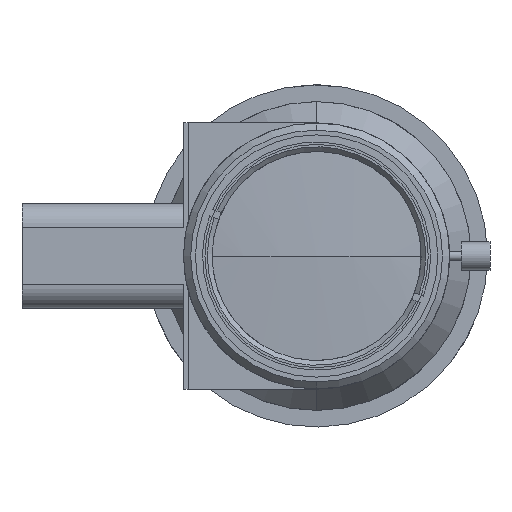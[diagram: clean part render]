
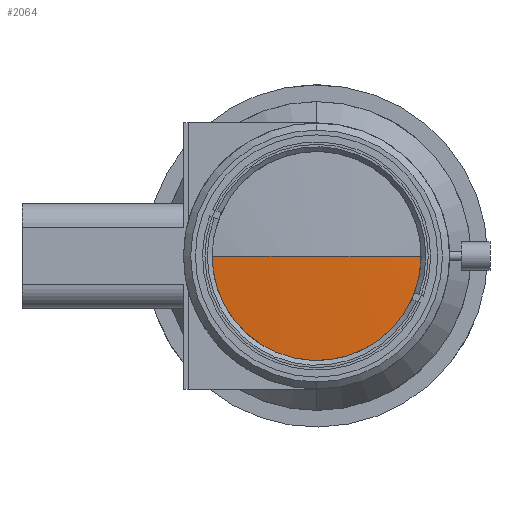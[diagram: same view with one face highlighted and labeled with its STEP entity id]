
A CAD part, left-side view. The second image highlights one B-rep face of the part: STEP entity #2064.
In plain terms, the highlighted spherical face has radius 258.4 mm.
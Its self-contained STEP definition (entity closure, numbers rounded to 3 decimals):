
#228 = ORIENTED_EDGE ( 'NONE', *, *, #3926, .F. ) ;
#475 = SPHERICAL_SURFACE ( 'NONE', #10770, 258.4 ) ;
#706 = CIRCLE ( 'NONE', #1978, 23. ) ;
#727 = CARTESIAN_POINT ( 'NONE',  ( 1.026, 0., 0. ) ) ;
#942 = CIRCLE ( 'NONE', #3631, 258.4 ) ;
#1004 = VERTEX_POINT ( 'NONE', #5977 ) ;
#1621 = DIRECTION ( 'NONE',  ( 0., 0., 1. ) ) ;
#1978 = AXIS2_PLACEMENT_3D ( 'NONE', #727, #6706, #1621 ) ;
#2064 = ADVANCED_FACE ( 'NONE', ( #5610 ), #475, .T. ) ;
#2372 = EDGE_CURVE ( 'NONE', #5313, #8013, #706, .T. ) ;
#2899 = DIRECTION ( 'NONE',  ( 0., 1., 0. ) ) ;
#3048 = EDGE_CURVE ( 'NONE', #8013, #1004, #4498, .T. ) ;
#3331 = ORIENTED_EDGE ( 'NONE', *, *, #2372, .T. ) ;
#3631 = AXIS2_PLACEMENT_3D ( 'NONE', #8653, #3728, #9467 ) ;
#3728 = DIRECTION ( 'NONE',  ( 0., 0., 1. ) ) ;
#3772 = CARTESIAN_POINT ( 'NONE',  ( 1.026, -23., 0. ) ) ;
#3926 = EDGE_CURVE ( 'NONE', #5313, #1004, #942, .T. ) ;
#3968 = DIRECTION ( 'NONE',  ( 0., 0., -1. ) ) ;
#4498 = CIRCLE ( 'NONE', #10479, 258.4 ) ;
#5313 = VERTEX_POINT ( 'NONE', #8456 ) ;
#5610 = FACE_OUTER_BOUND ( 'NONE', #8594, .T. ) ;
#5977 = CARTESIAN_POINT ( 'NONE',  ( 0., 0., 0. ) ) ;
#6110 = ORIENTED_EDGE ( 'NONE', *, *, #3048, .T. ) ;
#6706 = DIRECTION ( 'NONE',  ( -1., 0., 0. ) ) ;
#7807 = DIRECTION ( 'NONE',  ( 0., 0., -1. ) ) ;
#7867 = CARTESIAN_POINT ( 'NONE',  ( 258.4, 0., 0. ) ) ;
#8013 = VERTEX_POINT ( 'NONE', #3772 ) ;
#8456 = CARTESIAN_POINT ( 'NONE',  ( 1.026, 23., 0. ) ) ;
#8594 = EDGE_LOOP ( 'NONE', ( #3331, #6110, #228 ) ) ;
#8653 = CARTESIAN_POINT ( 'NONE',  ( 258.4, 0., 0. ) ) ;
#8896 = CARTESIAN_POINT ( 'NONE',  ( 258.4, 0., 0. ) ) ;
#9467 = DIRECTION ( 'NONE',  ( 1., 0., 0. ) ) ;
#9713 = DIRECTION ( 'NONE',  ( 0., 1., 0. ) ) ;
#10479 = AXIS2_PLACEMENT_3D ( 'NONE', #8896, #3968, #9713 ) ;
#10770 = AXIS2_PLACEMENT_3D ( 'NONE', #7867, #7807, #2899 ) ;
